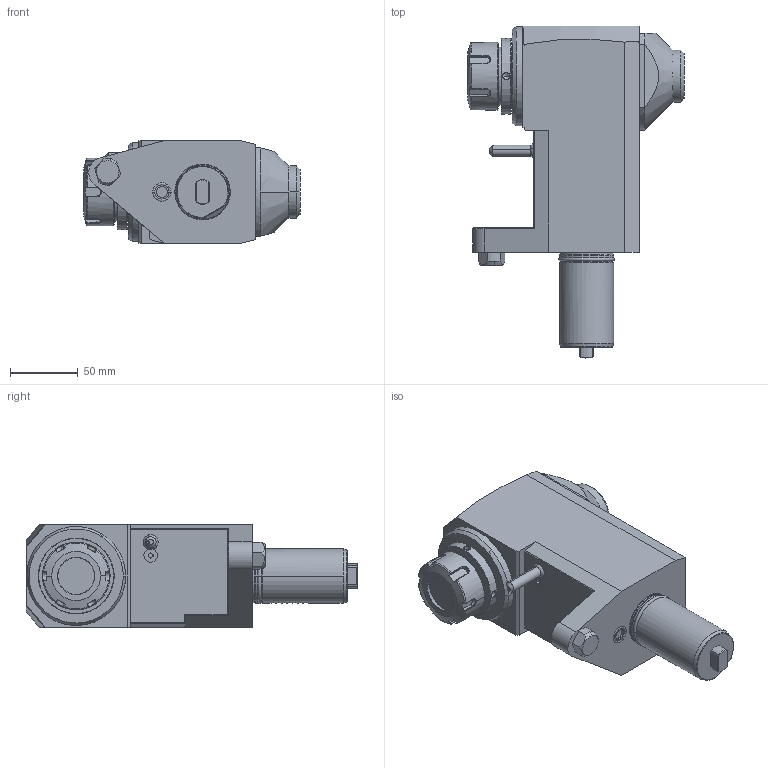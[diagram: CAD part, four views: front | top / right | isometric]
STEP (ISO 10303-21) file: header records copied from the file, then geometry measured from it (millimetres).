
FILE_DESCRIPTION((''),'2;1');
FILE_NAME('NGT1_40_221_32_3_2_130MZ2','2022-02-15T',('vali'),('NOVA GRUP'),'PRO/ENGINEER BY PARAMETRIC TECHNOLOGY CORPORATION, 2010280','PRO/ENGINEER BY PARAMETRIC TECHNOLOGY CORPORATION, 2010280','');
FILE_SCHEMA(('CONFIG_CONTROL_DESIGN'));
Length unit declared in the file: millimetre
Products named in the file (1): NGT1_40_221_32_3_2_130MZ2
Bounding box: 159.6 x 245 x 76 mm (x, y, z)
Volume: 1311657.3 mm3; surface area: 93543.9 mm2
Topology: 1 solids, 1 shells, 300 faces, 763 edges, 484 vertices
Faces by surface type: plane 137, cylinder 76, cone 38, bspline 28, torus 19, sphere 2
Entity records: 13694 total; most frequent: CARTESIAN_POINT 6848, ORIENTED_EDGE 1526, DIRECTION 1226, EDGE_CURVE 763, VERTEX_POINT 484, AXIS2_PLACEMENT_3D 430, VECTOR 366, LINE 366
